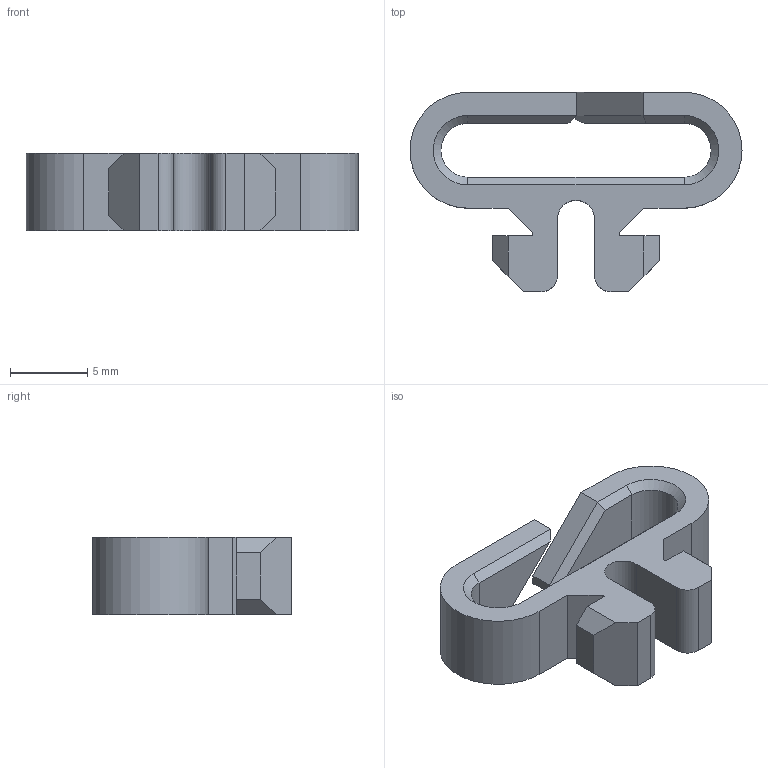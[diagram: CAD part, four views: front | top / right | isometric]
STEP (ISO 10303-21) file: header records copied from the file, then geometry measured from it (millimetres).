
FILE_DESCRIPTION(/* description */ (''),/* implementation_level */ '2;1');
FILE_NAME(/* name */ 'lcd_cables_clip.step',/* time_stamp */ '2017-11-11T18:23:22+01:00',/* author */ ('gregsaun'),/* organization */ (''),/* preprocessor_version */ 'ST-DEVELOPER v16.13',/* originating_system */ 'Autodesk Translation Framework v6.5.0.72',/* authorisation */ '');
FILE_SCHEMA (('AUTOMOTIVE_DESIGN { 1 0 10303 214 3 1 1 }'));
Length unit declared in the file: millimetre
Products named in the file (1): lcd_cables_clip
Bounding box: 21.5 x 12.9 x 5 mm (x, y, z)
Volume: 568.7 mm3; surface area: 776.4 mm2
Topology: 1 solids, 1 shells, 51 faces, 135 edges, 86 vertices
Faces by surface type: plane 40, cylinder 7, cone 4
Entity records: 1591 total; most frequent: CARTESIAN_POINT 273, ORIENTED_EDGE 270, DIRECTION 257, EDGE_CURVE 135, LINE 117, VECTOR 117, VERTEX_POINT 86, AXIS2_PLACEMENT_3D 70
